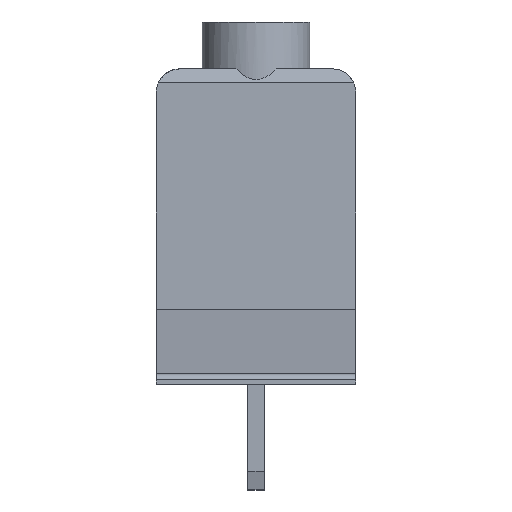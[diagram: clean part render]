
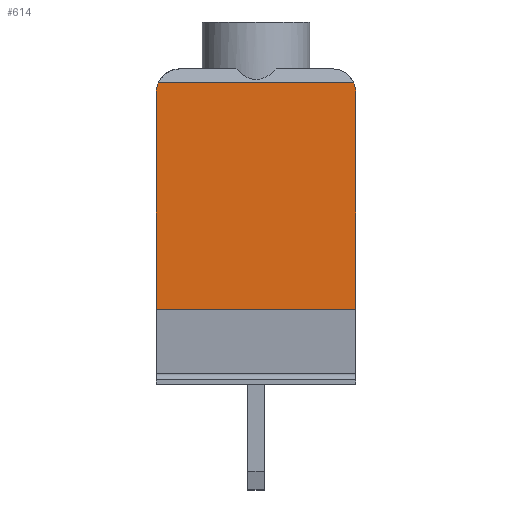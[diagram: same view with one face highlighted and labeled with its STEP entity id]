
A CAD part, left-side view. The second image highlights one B-rep face of the part: STEP entity #614.
In plain terms, the highlighted planar face has unit normal (-1, 0, 0).
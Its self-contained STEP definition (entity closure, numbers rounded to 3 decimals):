
#614 = ADVANCED_FACE( 'F105', ( #1384 ), #1385, .T. );
#1384 = FACE_OUTER_BOUND( '', #2362, .T. );
#1385 = PLANE( '', #2363 );
#2362 = EDGE_LOOP( '', ( #3977, #3978, #3979, #3980, #3981, #3982, #3983, #3984 ) );
#2363 = AXIS2_PLACEMENT_3D( '', #3985, #3986, #3987 );
#3977 = ORIENTED_EDGE( '', *, *, #5947, .T. );
#3978 = ORIENTED_EDGE( '', *, *, #6410, .T. );
#3979 = ORIENTED_EDGE( '', *, *, #6411, .F. );
#3980 = ORIENTED_EDGE( '', *, *, #6412, .T. );
#3981 = ORIENTED_EDGE( '', *, *, #6413, .F. );
#3982 = ORIENTED_EDGE( '', *, *, #6414, .T. );
#3983 = ORIENTED_EDGE( '', *, *, #6415, .F. );
#3984 = ORIENTED_EDGE( '', *, *, #6076, .F. );
#3985 = CARTESIAN_POINT( '', ( -2.5, -8.5, 12.4 ) );
#3986 = DIRECTION( '', ( -1., 0., 0. ) );
#3987 = DIRECTION( '', ( 0., 0., 1. ) );
#5947 = EDGE_CURVE( '', #7153, #7151, #7154, .T. );
#6076 = EDGE_CURVE( '', #7153, #7374, #7375, .T. );
#6410 = EDGE_CURVE( '', #7151, #7910, #7911, .T. );
#6411 = EDGE_CURVE( '', #7912, #7910, #7913, .T. );
#6412 = EDGE_CURVE( '', #7912, #7914, #7915, .T. );
#6413 = EDGE_CURVE( '', #7916, #7914, #7917, .T. );
#6414 = EDGE_CURVE( '', #7916, #7918, #7919, .T. );
#6415 = EDGE_CURVE( '', #7374, #7918, #7920, .T. );
#7151 = VERTEX_POINT( '', #8892 );
#7153 = VERTEX_POINT( '', #8895 );
#7154 = LINE( '', #8896, #8897 );
#7374 = VERTEX_POINT( '', #9192 );
#7375 = LINE( '', #9193, #9194 );
#7910 = VERTEX_POINT( '', #9940 );
#7911 = LINE( '', #9941, #9942 );
#7912 = VERTEX_POINT( '', #9943 );
#7913 = CIRCLE( '', #9944, 1. );
#7914 = VERTEX_POINT( '', #9945 );
#7915 = LINE( '', #9946, #9947 );
#7916 = VERTEX_POINT( '', #9948 );
#7917 = CIRCLE( '', #9949, 1. );
#7918 = VERTEX_POINT( '', #9950 );
#7919 = LINE( '', #9951, #9952 );
#7920 = LINE( '', #9953, #9954 );
#8892 = CARTESIAN_POINT( '', ( -2.5, -8.5, 12.4 ) );
#8895 = CARTESIAN_POINT( '', ( -2.5, -8.5, 3.2 ) );
#8896 = CARTESIAN_POINT( '', ( -2.5, -8.5, 15.45 ) );
#8897 = VECTOR( '', #11074, 1000. );
#9192 = CARTESIAN_POINT( '', ( -2.5, 0., 3.2 ) );
#9193 = CARTESIAN_POINT( '', ( -2.5, -8.5, 3.2 ) );
#9194 = VECTOR( '', #11234, 1000. );
#9940 = CARTESIAN_POINT( '', ( -2.5, -8.499, 12.4 ) );
#9941 = CARTESIAN_POINT( '', ( -2.5, -8.5, 12.4 ) );
#9942 = VECTOR( '', #11605, 1000. );
#9943 = CARTESIAN_POINT( '', ( -2.5, -8.417, 12.85 ) );
#9944 = AXIS2_PLACEMENT_3D( '', #11606, #11607, #11608 );
#9945 = CARTESIAN_POINT( '', ( -2.5, -0.083, 12.85 ) );
#9946 = CARTESIAN_POINT( '', ( -2.5, -8.5, 12.85 ) );
#9947 = VECTOR( '', #11609, 1000. );
#9948 = CARTESIAN_POINT( '', ( -2.5, -0.001, 12.4 ) );
#9949 = AXIS2_PLACEMENT_3D( '', #11610, #11611, #11612 );
#9950 = CARTESIAN_POINT( '', ( -2.5, 0., 12.4 ) );
#9951 = CARTESIAN_POINT( '', ( -2.5, -8.5, 12.4 ) );
#9952 = VECTOR( '', #11613, 1000. );
#9953 = CARTESIAN_POINT( '', ( -2.5, 0., 15.45 ) );
#9954 = VECTOR( '', #11614, 1000. );
#11074 = DIRECTION( '', ( 0., 0., 1. ) );
#11234 = DIRECTION( '', ( 0., 1., 0. ) );
#11605 = DIRECTION( '', ( 0., 1., 0. ) );
#11606 = CARTESIAN_POINT( '', ( -2.5, -7.5, 12.45 ) );
#11607 = DIRECTION( '', ( 1., 0., 0. ) );
#11608 = DIRECTION( '', ( 0., -1., 0. ) );
#11609 = DIRECTION( '', ( 0., 1., 0. ) );
#11610 = CARTESIAN_POINT( '', ( -2.5, -1., 12.45 ) );
#11611 = DIRECTION( '', ( 1., 0., 0. ) );
#11612 = DIRECTION( '', ( 0., -1., 0. ) );
#11613 = DIRECTION( '', ( 0., 1., 0. ) );
#11614 = DIRECTION( '', ( 0., 0., 1. ) );
